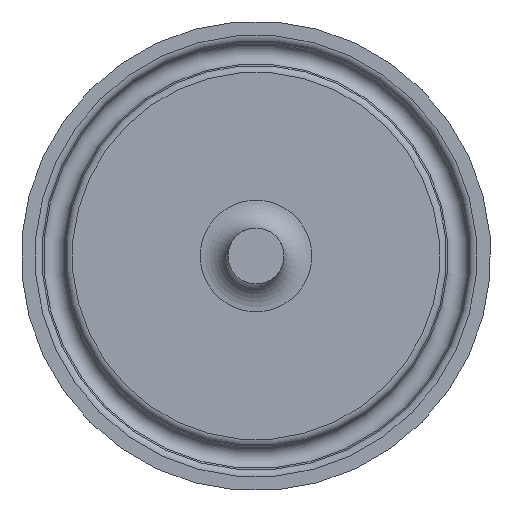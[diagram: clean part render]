
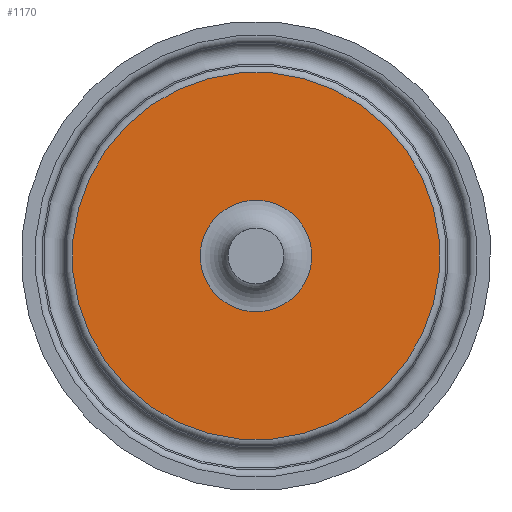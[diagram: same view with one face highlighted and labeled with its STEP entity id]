
A CAD part, left-side view. The second image highlights one B-rep face of the part: STEP entity #1170.
In plain terms, the highlighted planar face has unit normal (-1, 0, 0).
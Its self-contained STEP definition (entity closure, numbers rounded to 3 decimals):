
#97=PLANE('',#1237);
#115=ORIENTED_EDGE('',*,*,#308,.T.);
#116=ORIENTED_EDGE('',*,*,#309,.F.);
#308=EDGE_CURVE('',#405,#405,#481,.T.);
#309=EDGE_CURVE('',#406,#406,#482,.T.);
#405=VERTEX_POINT('',#1653);
#406=VERTEX_POINT('',#1655);
#481=CIRCLE('',#1238,6.);
#482=CIRCLE('',#1239,19.747);
#550=EDGE_LOOP('',(#115));
#551=EDGE_LOOP('',(#116));
#643=FACE_BOUND('',#550,.T.);
#644=FACE_BOUND('',#551,.T.);
#1170=ADVANCED_FACE('',(#643,#644),#97,.F.);
#1237=AXIS2_PLACEMENT_3D('',#1651,#1372,#1373);
#1238=AXIS2_PLACEMENT_3D('',#1652,#1374,#1375);
#1239=AXIS2_PLACEMENT_3D('',#1654,#1376,#1377);
#1372=DIRECTION('',(1.,0.,0.));
#1373=DIRECTION('',(0.,-0.996,0.087));
#1374=DIRECTION('',(1.,0.,0.));
#1375=DIRECTION('',(0.,-0.996,0.087));
#1376=DIRECTION('',(1.,0.,0.));
#1377=DIRECTION('',(0.,-0.996,0.087));
#1651=CARTESIAN_POINT('',(0.002,-0.018,0.032));
#1652=CARTESIAN_POINT('',(0.002,-0.018,0.032));
#1653=CARTESIAN_POINT('',(0.002,-5.995,0.555));
#1654=CARTESIAN_POINT('',(0.002,-0.018,0.032));
#1655=CARTESIAN_POINT('',(0.002,-19.69,1.753));
